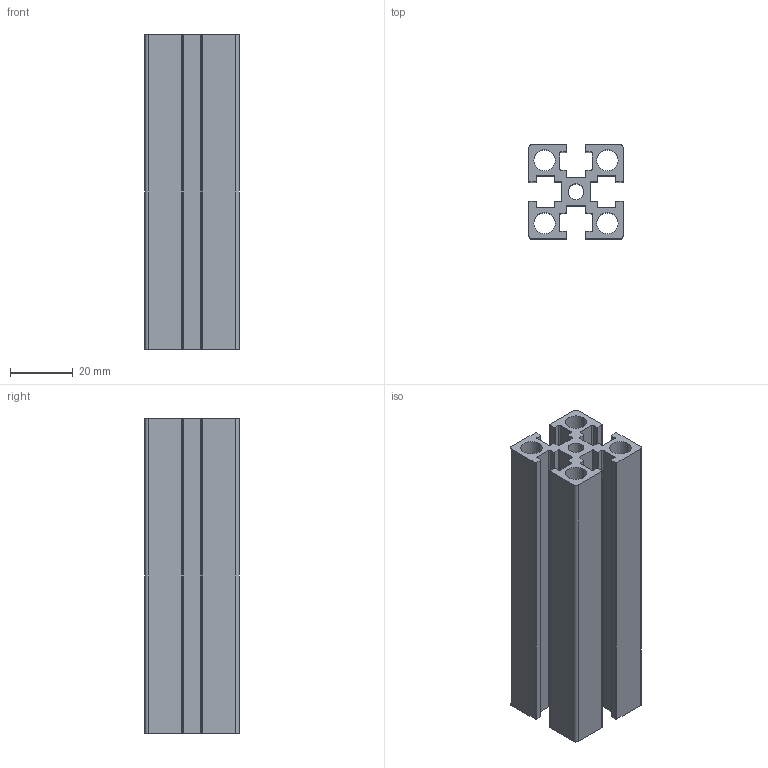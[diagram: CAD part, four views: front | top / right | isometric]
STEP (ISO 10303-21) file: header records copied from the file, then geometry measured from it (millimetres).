
FILE_DESCRIPTION (( 'STEP AP203' ), '1' );
FILE_NAME ('JL-6-3030G.STEP', '2019-07-23T05:54:41', ( 'admin' ), ( '' ), 'SwSTEP 2.0', 'SolidWorks 2017', '' );
FILE_SCHEMA (( 'CONFIG_CONTROL_DESIGN' ));
Length unit declared in the file: millimetre
Products named in the file (1): JL-6-3030G
Bounding box: 30 x 30 x 100 mm (x, y, z)
Volume: 37756 mm3; surface area: 33870.1 mm2
Topology: 1 solids, 1 shells, 270 faces, 777 edges, 518 vertices
Faces by surface type: plane 180, cylinder 62, bspline 28
Entity records: 9794 total; most frequent: CARTESIAN_POINT 2674, ORIENTED_EDGE 1554, DIRECTION 1331, EDGE_CURVE 777, LINE 597, VECTOR 597, VERTEX_POINT 518, AXIS2_PLACEMENT_3D 367
